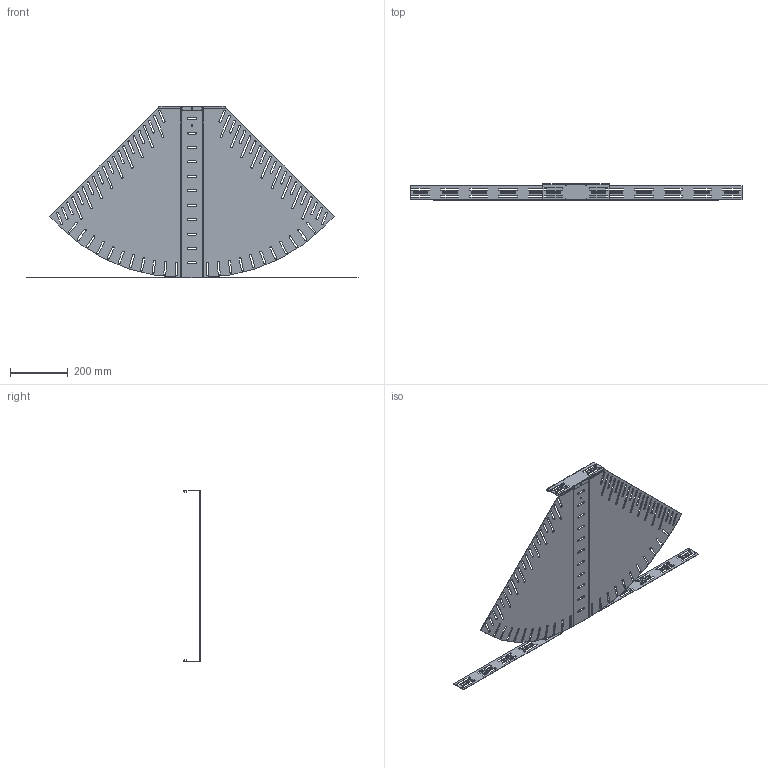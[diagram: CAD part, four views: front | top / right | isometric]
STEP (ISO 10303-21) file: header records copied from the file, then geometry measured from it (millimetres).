
FILE_DESCRIPTION (( 'STEP AP214' ), '1' );
FILE_NAME ('6037182.STEP', '2024-10-22T12:30:15', ( '' ), ( '' ), 'SwSTEP 2.0', 'SolidWorks 2024', '' );
FILE_SCHEMA (( 'AUTOMOTIVE_DESIGN' ));
Length unit declared in the file: millimetre
Products named in the file (3): 167753_600; 6037182; 167655_60x0°
Assembly tree (2 placements, depth 2):
  6037182
    167753_600
    167655_60x0°
Bounding box: 1150 x 57 x 595 mm (x, y, z)
Volume: 513916.3 mm3; surface area: 847065.4 mm2
Topology: 2 solids, 2 shells, 1136 faces, 3300 edges, 2168 vertices
Faces by surface type: plane 772, cylinder 354, bspline 10
Entity records: 38410 total; most frequent: CARTESIAN_POINT 6977, ORIENTED_EDGE 6600, DIRECTION 6210, EDGE_CURVE 3300, VECTOR 2572, LINE 2572, VERTEX_POINT 2168, AXIS2_PLACEMENT_3D 1819
